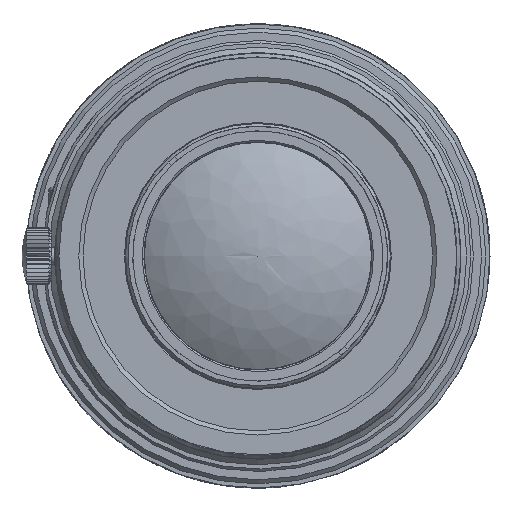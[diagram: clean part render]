
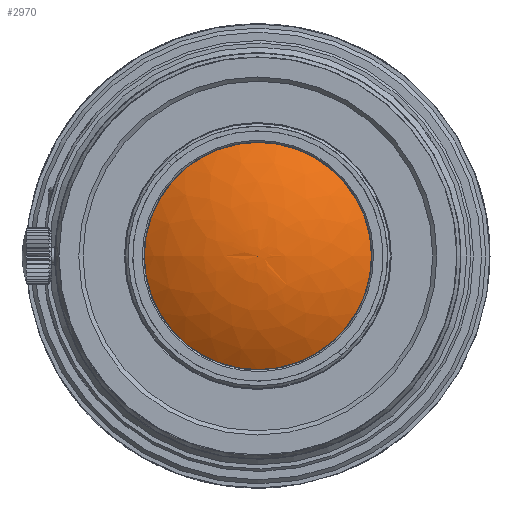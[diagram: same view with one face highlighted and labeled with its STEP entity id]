
A CAD part, left-side view. The second image highlights one B-rep face of the part: STEP entity #2970.
In plain terms, the highlighted face is a revolution surface.
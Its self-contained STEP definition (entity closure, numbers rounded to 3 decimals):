
#116=SURFACE_OF_REVOLUTION('',#17384,#118);
#118=AXIS1_PLACEMENT('',#35902,#21223);
#162=VERTEX_LOOP('',#13135);
#2970=ADVANCED_FACE('',(#4469,#4470),#116,.F.);
#3742=CIRCLE('',#18451,13.699);
#4469=FACE_BOUND('',#162,.T.);
#4470=FACE_BOUND('',#5693,.T.);
#5693=EDGE_LOOP('',(#10765));
#10765=ORIENTED_EDGE('',*,*,#15707,.F.);
#13134=VERTEX_POINT('',#35893);
#13135=VERTEX_POINT('',#35896);
#15707=EDGE_CURVE('',#13134,#13134,#3742,.T.);
#17384=B_SPLINE_CURVE_WITH_KNOTS('',3,(#35897,#35898,#35899,#35900,#35901),
 .UNSPECIFIED.,.F.,.F.,(4,1,4),(0.,0.543,1.),.UNSPECIFIED.);
#18451=AXIS2_PLACEMENT_3D('',#35892,#21217,#21218);
#21217=DIRECTION('',(1.,0.,0.));
#21218=DIRECTION('',(0.,0.,1.));
#21223=DIRECTION('',(-1.,0.,0.));
#35892=CARTESIAN_POINT('',(-75.755,0.,0.));
#35893=CARTESIAN_POINT('',(-75.755,0.,13.699));
#35896=CARTESIAN_POINT('',(-79.723,0.,0.));
#35897=CARTESIAN_POINT('',(-79.723,0.,0.));
#35898=CARTESIAN_POINT('',(-79.723,2.479,0.));
#35899=CARTESIAN_POINT('',(-79.069,7.046,0.));
#35900=CARTESIAN_POINT('',(-77.082,11.612,0.));
#35901=CARTESIAN_POINT('',(-75.755,13.699,0.));
#35902=CARTESIAN_POINT('',(-79.723,0.,0.));
